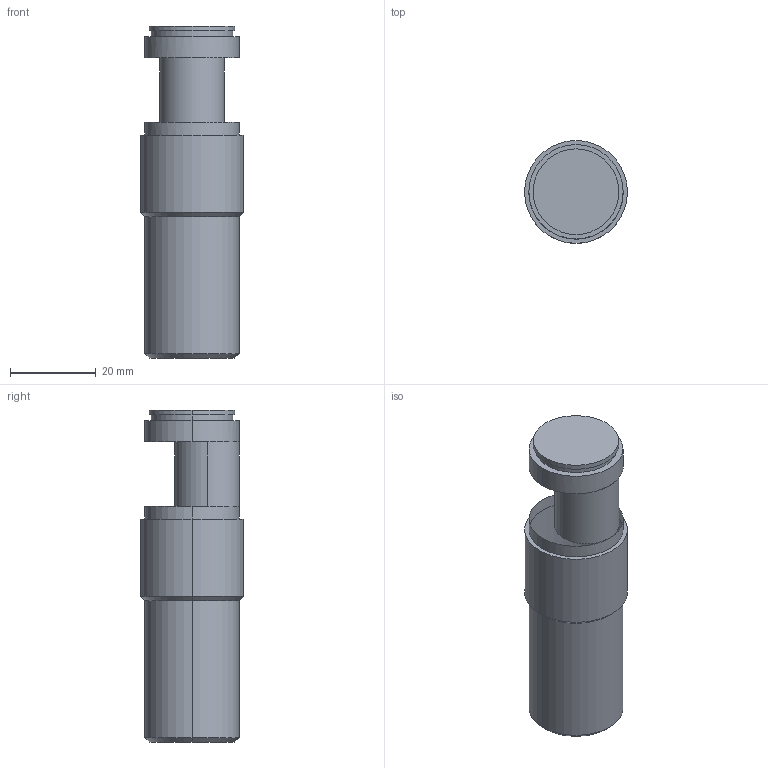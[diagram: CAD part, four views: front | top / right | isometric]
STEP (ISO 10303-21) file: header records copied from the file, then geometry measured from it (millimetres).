
FILE_DESCRIPTION (( 'STEP AP203' ), '1' );
FILE_NAME ('SO_USI_15_B - Perche desaxée.STEP', '2020-08-05T14:55:41', ( '' ), ( '' ), 'SwSTEP 2.0', 'SolidWorks 2016', '' );
FILE_SCHEMA (( 'CONFIG_CONTROL_DESIGN' ));
Length unit declared in the file: millimetre
Products named in the file (1): SO_USI_15_B - Perche desaxée
Bounding box: 24 x 24 x 77.45 mm (x, y, z)
Volume: 27491.3 mm3; surface area: 6408.6 mm2
Topology: 1 solids, 1 shells, 25 faces, 52 edges, 32 vertices
Faces by surface type: cylinder 14, plane 7, cone 4
Entity records: 753 total; most frequent: DIRECTION 138, CARTESIAN_POINT 110, ORIENTED_EDGE 104, AXIS2_PLACEMENT_3D 60, EDGE_CURVE 52, CIRCLE 34, VERTEX_POINT 32, EDGE_LOOP 28
